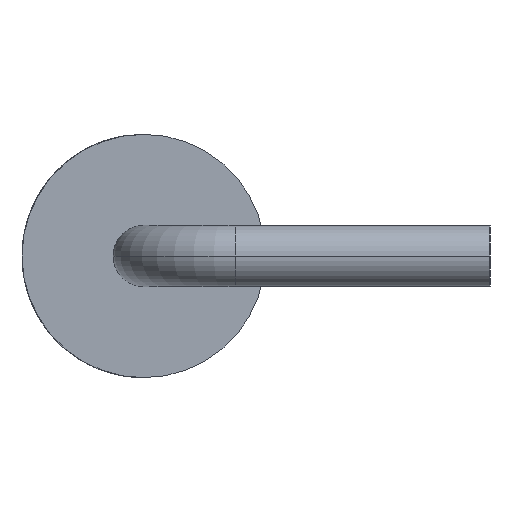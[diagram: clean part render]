
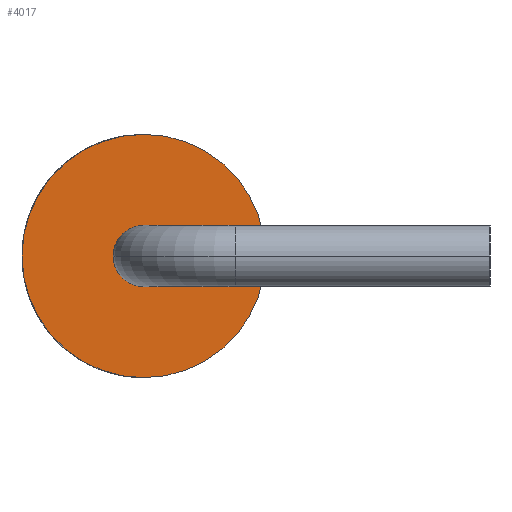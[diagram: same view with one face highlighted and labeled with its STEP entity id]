
A CAD part, left-side view. The second image highlights one B-rep face of the part: STEP entity #4017.
In plain terms, the highlighted planar face has unit normal (-1, 0, 0).
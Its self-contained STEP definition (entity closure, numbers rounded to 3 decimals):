
#30 = AXIS2_PLACEMENT_3D ( 'NONE', #1176, #1509, #2541 ) ;
#233 = AXIS2_PLACEMENT_3D ( 'NONE', #3489, #2783, #1198 ) ;
#371 = ORIENTED_EDGE ( 'NONE', *, *, #2678, .F. ) ;
#443 = DIRECTION ( 'NONE',  ( 1., 0., 0. ) ) ;
#535 = CARTESIAN_POINT ( 'NONE',  ( 2.315, 2.95, -1.95 ) ) ;
#738 = EDGE_CURVE ( 'NONE', #2247, #3872, #3667, .T. ) ;
#764 = EDGE_CURVE ( 'NONE', #3872, #2247, #3798, .T. ) ;
#838 = CARTESIAN_POINT ( 'NONE',  ( 2.315, 3.44, 0. ) ) ;
#1106 = PLANE ( 'NONE',  #4164 ) ;
#1125 = EDGE_CURVE ( 'NONE', #2772, #3244, #1889, .T. ) ;
#1141 = AXIS2_PLACEMENT_3D ( 'NONE', #2008, #2686, #4000 ) ;
#1176 = CARTESIAN_POINT ( 'NONE',  ( 2.315, 2.95, 0. ) ) ;
#1198 = DIRECTION ( 'NONE',  ( 0., 0., -1. ) ) ;
#1455 = DIRECTION ( 'NONE',  ( 0., 0., -1. ) ) ;
#1459 = CARTESIAN_POINT ( 'NONE',  ( 2.315, 2.95, 1.95 ) ) ;
#1509 = DIRECTION ( 'NONE',  ( 1., 0., 0. ) ) ;
#1591 = DIRECTION ( 'NONE',  ( 0., 0., -1. ) ) ;
#1693 = ORIENTED_EDGE ( 'NONE', *, *, #1125, .F. ) ;
#1889 = CIRCLE ( 'NONE', #4250, 0.49 ) ;
#1891 = ORIENTED_EDGE ( 'NONE', *, *, #764, .F. ) ;
#1930 = EDGE_LOOP ( 'NONE', ( #1891, #3575 ) ) ;
#1932 = CARTESIAN_POINT ( 'NONE',  ( 2.315, 2.46, 0. ) ) ;
#2008 = CARTESIAN_POINT ( 'NONE',  ( 2.315, 2.95, 0. ) ) ;
#2126 = FACE_BOUND ( 'NONE', #4292, .T. ) ;
#2247 = VERTEX_POINT ( 'NONE', #535 ) ;
#2426 = CARTESIAN_POINT ( 'NONE',  ( 2.315, 2.95, 0. ) ) ;
#2541 = DIRECTION ( 'NONE',  ( 0., 0., -1. ) ) ;
#2678 = EDGE_CURVE ( 'NONE', #3244, #2772, #3089, .T. ) ;
#2686 = DIRECTION ( 'NONE',  ( -1., 0., 0. ) ) ;
#2772 = VERTEX_POINT ( 'NONE', #838 ) ;
#2783 = DIRECTION ( 'NONE',  ( 1., 0., 0. ) ) ;
#3089 = CIRCLE ( 'NONE', #1141, 0.49 ) ;
#3239 = CARTESIAN_POINT ( 'NONE',  ( 2.315, 2.95, 0. ) ) ;
#3244 = VERTEX_POINT ( 'NONE', #1932 ) ;
#3489 = CARTESIAN_POINT ( 'NONE',  ( 2.315, 2.95, 0. ) ) ;
#3575 = ORIENTED_EDGE ( 'NONE', *, *, #738, .F. ) ;
#3667 = CIRCLE ( 'NONE', #30, 1.95 ) ;
#3798 = CIRCLE ( 'NONE', #233, 1.95 ) ;
#3872 = VERTEX_POINT ( 'NONE', #1459 ) ;
#3926 = DIRECTION ( 'NONE',  ( -1., 0., 0. ) ) ;
#4000 = DIRECTION ( 'NONE',  ( 0., 0., -1. ) ) ;
#4017 = ADVANCED_FACE ( 'NONE', ( #2126, #4053 ), #1106, .F. ) ;
#4053 = FACE_OUTER_BOUND ( 'NONE', #1930, .T. ) ;
#4164 = AXIS2_PLACEMENT_3D ( 'NONE', #2426, #443, #1455 ) ;
#4250 = AXIS2_PLACEMENT_3D ( 'NONE', #3239, #3926, #1591 ) ;
#4292 = EDGE_LOOP ( 'NONE', ( #371, #1693 ) ) ;
